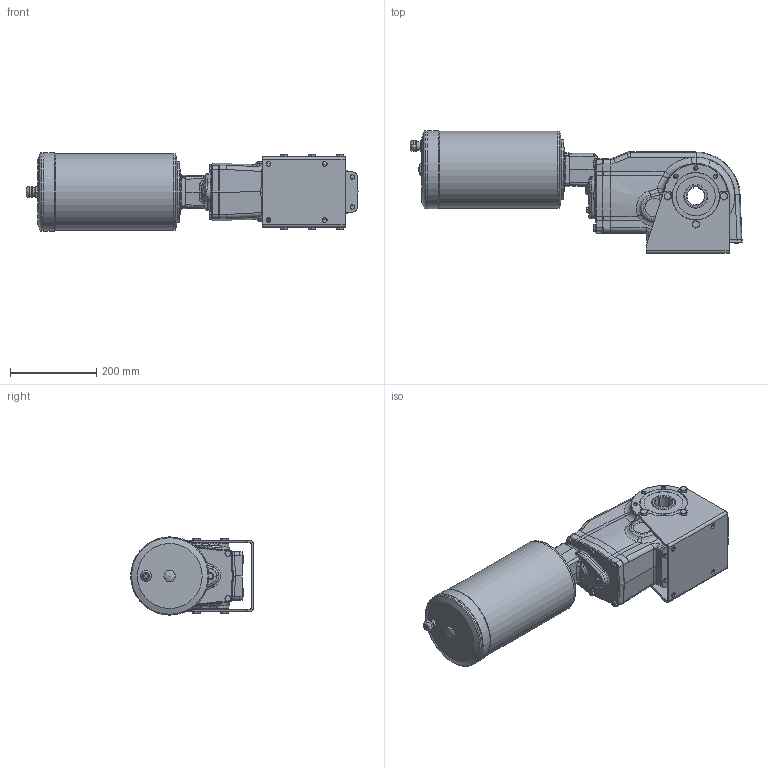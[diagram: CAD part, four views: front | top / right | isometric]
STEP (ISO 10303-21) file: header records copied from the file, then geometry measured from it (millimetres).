
FILE_DESCRIPTION( ( 'Unknown' ), '1' );
FILE_NAME( 'A30CAAD2B434DAF574759A182628E.3d.stp', 'Unknown', ( 'Unknown' ), ( 'Unknown' ), 'PSStep 10.1', 'Unknown', ' ' );
FILE_SCHEMA( ( 'AUTOMOTIVE_DESIGN { 1 0 10303 214 1 1 1 1 }' ) );
Length unit declared in the file: millimetre
Products named in the file (1): X74N
Bounding box: 768.4 x 283.9 x 181 mm (x, y, z)
Volume: 16717057.6 mm3; surface area: 686097.1 mm2
Topology: 1 solids, 31 shells, 1111 faces, 2589 edges, 1604 vertices
Faces by surface type: plane 394, cylinder 257, cone 220, bspline 163, torus 66, extrusion 4, revolution 4, sphere 3
Full cylindrical faces by diameter (mm): 2.6 x1, 6 x8, 6.647 x8, 7 x9, 8 x4, 8.376 x32, 8.9 x8, 9 x8, 10 x6, 10.5 x6, 11 x4, 11.6 x6, 13 x4, 13.4 x1, 14 x4, 14.6 x6, 16.662 x1, 18 x2, 20 x1, 24 x1, 30 x1, 42.5 x2, 47 x1, 55 x2, 85 x1, 90 x2, 95 x2, 110 x2, 140 x1, 177.98 x1
Entity records: 62296 total; most frequent: CARTESIAN_POINT 31208, ORIENTED_EDGE 4380, DIRECTION 4290, EDGE_CURVE 2190, AXIS2_PLACEMENT_3D 1799, EDGE_LOOP 1496, VERTEX_POINT 1494, FACE_OUTER_BOUND 1309
